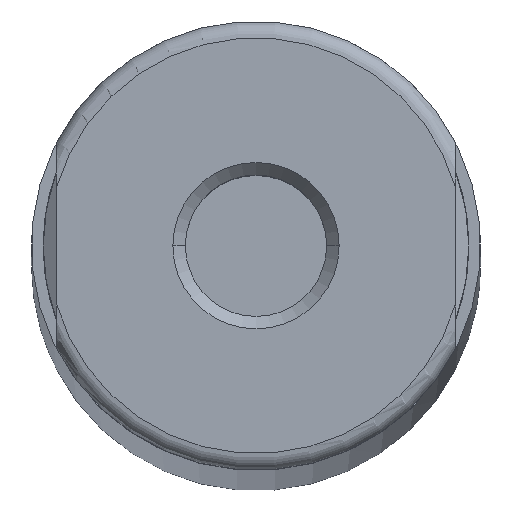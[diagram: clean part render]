
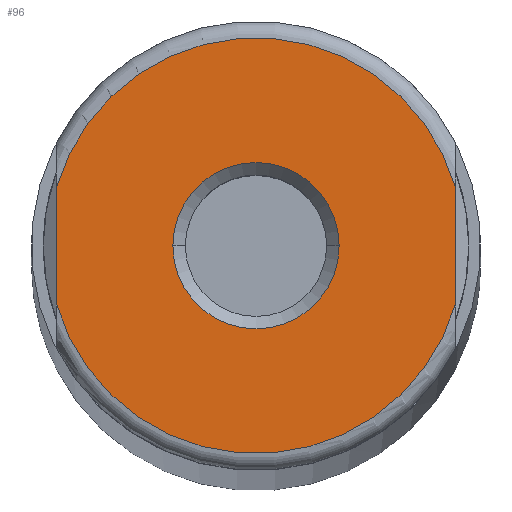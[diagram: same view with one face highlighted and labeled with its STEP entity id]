
A CAD part, top view. The second image highlights one B-rep face of the part: STEP entity #96.
In plain terms, the highlighted planar face has unit normal (0, 0, 1).
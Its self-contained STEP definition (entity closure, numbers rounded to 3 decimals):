
#30 = VERTEX_POINT ( 'NONE', #512 ) ;
#51 = EDGE_CURVE ( 'NONE', #30, #78, #597, .T. ) ;
#56 = EDGE_LOOP ( 'NONE', ( #97, #388 ) ) ;
#62 = ORIENTED_EDGE ( 'NONE', *, *, #63, .T. ) ;
#63 = EDGE_CURVE ( 'NONE', #64, #65, #617, .T. ) ;
#64 = VERTEX_POINT ( 'NONE', #612 ) ;
#65 = VERTEX_POINT ( 'NONE', #611 ) ;
#78 = VERTEX_POINT ( 'NONE', #572 ) ;
#96 = ADVANCED_FACE ( 'NONE', ( #660, #659 ), #658, .F. ) ;
#97 = ORIENTED_EDGE ( 'NONE', *, *, #387, .F. ) ;
#114 = ORIENTED_EDGE ( 'NONE', *, *, #115, .T. ) ;
#115 = EDGE_CURVE ( 'NONE', #65, #30, #640, .T. ) ;
#116 = ORIENTED_EDGE ( 'NONE', *, *, #51, .T. ) ;
#117 = ORIENTED_EDGE ( 'NONE', *, *, #118, .F. ) ;
#118 = EDGE_CURVE ( 'NONE', #64, #78, #636, .T. ) ;
#181 = EDGE_CURVE ( 'NONE', #190, #185, #812, .T. ) ;
#185 = VERTEX_POINT ( 'NONE', #803 ) ;
#190 = VERTEX_POINT ( 'NONE', #800 ) ;
#387 = EDGE_CURVE ( 'NONE', #185, #190, #998, .T. ) ;
#388 = ORIENTED_EDGE ( 'NONE', *, *, #181, .F. ) ;
#389 = EDGE_LOOP ( 'NONE', ( #62, #114, #116, #117 ) ) ;
#512 = CARTESIAN_POINT ( 'NONE',  ( 12., 3.5, 0. ) ) ;
#572 = CARTESIAN_POINT ( 'NONE',  ( -12., 3.5, 0. ) ) ;
#593 = DIRECTION ( 'NONE',  ( 1., 0., 0. ) ) ;
#594 = DIRECTION ( 'NONE',  ( 0., 0., 1. ) ) ;
#595 = CARTESIAN_POINT ( 'NONE',  ( 0., 0., 0. ) ) ;
#596 = AXIS2_PLACEMENT_3D ( 'NONE', #595, #594, #593 ) ;
#597 = CIRCLE ( 'NONE', #596, 12.5 ) ;
#611 = CARTESIAN_POINT ( 'NONE',  ( 12., -3.5, 0. ) ) ;
#612 = CARTESIAN_POINT ( 'NONE',  ( -12., -3.5, 0. ) ) ;
#613 = DIRECTION ( 'NONE',  ( 1., 0., 0. ) ) ;
#614 = DIRECTION ( 'NONE',  ( 0., 0., 1. ) ) ;
#615 = CARTESIAN_POINT ( 'NONE',  ( 0., 0., 0. ) ) ;
#616 = AXIS2_PLACEMENT_3D ( 'NONE', #615, #614, #613 ) ;
#617 = CIRCLE ( 'NONE', #616, 12.5 ) ;
#633 = DIRECTION ( 'NONE',  ( 0., 1., 0. ) ) ;
#634 = VECTOR ( 'NONE', #633, 1000. ) ;
#635 = CARTESIAN_POINT ( 'NONE',  ( -12., -13.5, 0. ) ) ;
#636 = LINE ( 'NONE', #635, #634 ) ;
#637 = DIRECTION ( 'NONE',  ( 0., 1., 0. ) ) ;
#638 = VECTOR ( 'NONE', #637, 1000. ) ;
#639 = CARTESIAN_POINT ( 'NONE',  ( 12., -13.5, 0. ) ) ;
#640 = LINE ( 'NONE', #639, #638 ) ;
#654 = DIRECTION ( 'NONE',  ( -1., 0., 0. ) ) ;
#655 = DIRECTION ( 'NONE',  ( 0., 0., -1. ) ) ;
#656 = CARTESIAN_POINT ( 'NONE',  ( 0., 0., 0. ) ) ;
#657 = AXIS2_PLACEMENT_3D ( 'NONE', #656, #655, #654 ) ;
#658 = PLANE ( 'NONE',  #657 ) ;
#659 = FACE_OUTER_BOUND ( 'NONE', #389, .T. ) ;
#660 = FACE_BOUND ( 'NONE', #56, .T. ) ;
#800 = CARTESIAN_POINT ( 'NONE',  ( -5., 0., 0. ) ) ;
#803 = CARTESIAN_POINT ( 'NONE',  ( 5., 0., 0. ) ) ;
#808 = DIRECTION ( 'NONE',  ( 1., 0., 0. ) ) ;
#809 = DIRECTION ( 'NONE',  ( 0., 0., 1. ) ) ;
#810 = CARTESIAN_POINT ( 'NONE',  ( 0., 0., 0. ) ) ;
#811 = AXIS2_PLACEMENT_3D ( 'NONE', #810, #809, #808 ) ;
#812 = CIRCLE ( 'NONE', #811, 5. ) ;
#994 = DIRECTION ( 'NONE',  ( 1., 0., 0. ) ) ;
#995 = DIRECTION ( 'NONE',  ( 0., 0., 1. ) ) ;
#996 = CARTESIAN_POINT ( 'NONE',  ( 0., 0., 0. ) ) ;
#997 = AXIS2_PLACEMENT_3D ( 'NONE', #996, #995, #994 ) ;
#998 = CIRCLE ( 'NONE', #997, 5. ) ;
